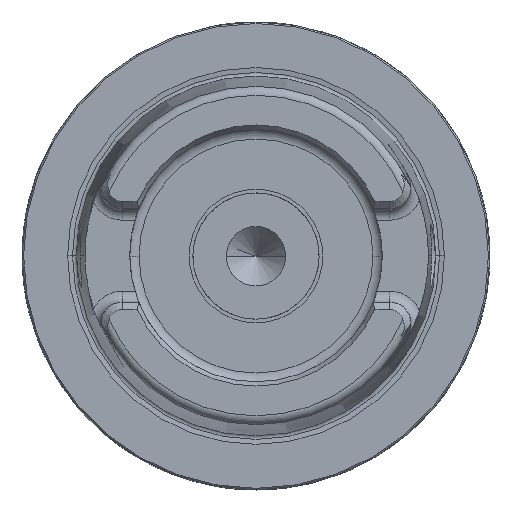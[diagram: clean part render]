
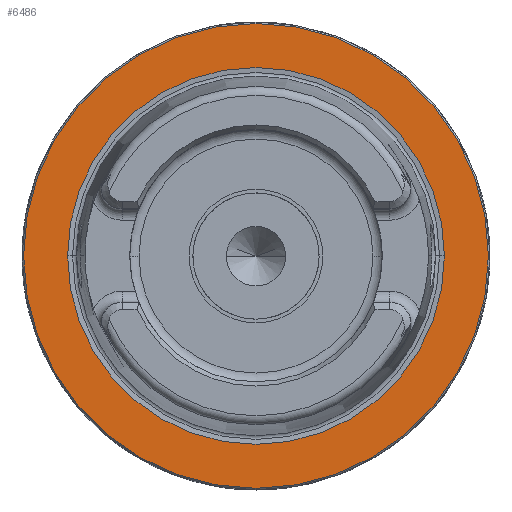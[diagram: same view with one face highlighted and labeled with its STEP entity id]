
A CAD part, top view. The second image highlights one B-rep face of the part: STEP entity #6486.
In plain terms, the highlighted planar face has unit normal (0, 0, 1).
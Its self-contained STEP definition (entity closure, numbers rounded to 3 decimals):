
#2080=CARTESIAN_POINT('',(0.,0.,0.));
#2081=DIRECTION('',(0.,0.,1.));
#2082=DIRECTION('',(1.,0.,0.));
#2083=AXIS2_PLACEMENT_3D('',#2080,#2081,#2082);
#2096=CARTESIAN_POINT('',(0.,0.,0.));
#2097=DIRECTION('',(0.,0.,-1.));
#2098=DIRECTION('',(1.,0.,0.));
#2099=AXIS2_PLACEMENT_3D('',#2096,#2097,#2098);
#2118=CARTESIAN_POINT('',(0.,0.,0.));
#2119=DIRECTION('',(0.,0.,1.));
#2120=DIRECTION('',(1.,0.,0.));
#2121=AXIS2_PLACEMENT_3D('',#2118,#2119,#2120);
#4697=CARTESIAN_POINT('',(0.,0.,0.));
#4698=DIRECTION('',(0.,0.,-1.));
#4699=DIRECTION('',(1.,0.,0.));
#4700=AXIS2_PLACEMENT_3D('',#4697,#4698,#4699);
#4739=CARTESIAN_POINT('',(25.374,0.,0.));
#4741=VERTEX_POINT('',#4739);
#4751=CARTESIAN_POINT('',(-25.374,0.,0.));
#4753=VERTEX_POINT('',#4751);
#4763=CARTESIAN_POINT('',(31.3,0.,0.));
#4764=CARTESIAN_POINT('',(-31.3,0.,0.));
#4765=VERTEX_POINT('',#4763);
#4766=VERTEX_POINT('',#4764);
#6470=CARTESIAN_POINT('',(0.,0.,0.));
#6471=DIRECTION('',(0.,0.,-1.));
#6472=DIRECTION('',(-1.,0.,0.));
#6473=AXIS2_PLACEMENT_3D('',#6470,#6471,#6472);
#6474=PLANE('',#6473);
#6475=ORIENTED_EDGE('',*,*,#6460,.F.);
#6477=ORIENTED_EDGE('',*,*,#6476,.T.);
#6478=EDGE_LOOP('',(#6475,#6477));
#6479=FACE_OUTER_BOUND('',#6478,.F.);
#6481=ORIENTED_EDGE('',*,*,#6480,.F.);
#6483=ORIENTED_EDGE('',*,*,#6482,.T.);
#6484=EDGE_LOOP('',(#6481,#6483));
#6485=FACE_BOUND('',#6484,.F.);
#2084=CIRCLE('',#2083,31.3);
#2100=CIRCLE('',#2099,25.374);
#2122=CIRCLE('',#2121,25.374);
#4701=CIRCLE('',#4700,31.3);
#6460=EDGE_CURVE('',#4765,#4766,#2084,.T.);
#6476=EDGE_CURVE('',#4765,#4766,#4701,.T.);
#6480=EDGE_CURVE('',#4741,#4753,#2100,.T.);
#6482=EDGE_CURVE('',#4741,#4753,#2122,.T.);
#6486=ADVANCED_FACE('',(#6479,#6485),#6474,.F.);
